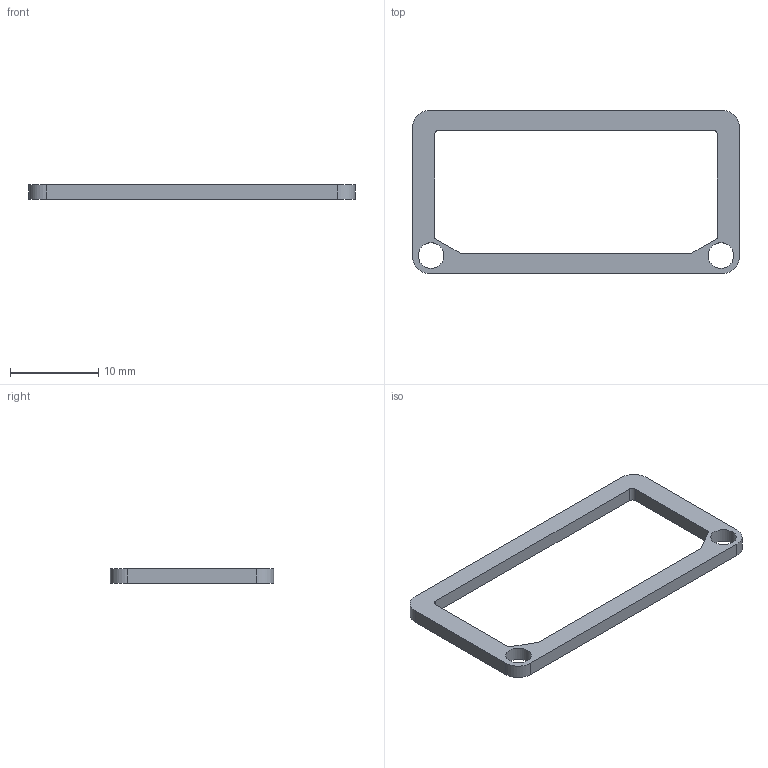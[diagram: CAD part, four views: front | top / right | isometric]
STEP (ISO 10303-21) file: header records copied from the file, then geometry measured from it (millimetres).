
FILE_DESCRIPTION(('KiCad electronic assembly'),'2;1');
FILE_NAME('2u measurements.step','2024-11-05T13:13:01',('Pcbnew'),( 'Kicad'),'Open CASCADE STEP processor 7.8','KiCad to STEP converter' ,'Unknown');
FILE_SCHEMA(('AUTOMOTIVE_DESIGN { 1 0 10303 214 1 1 1 1 }'));
Length unit declared in the file: millimetre
Products named in the file (2): 2u measurements 1; _autosave-2u measurements_PCB
Assembly tree (1 placements, depth 2):
  2u measurements 1
    _autosave-2u measurements_PCB
Bounding box: 37 x 18.5 x 1.59 mm (x, y, z)
Volume: 360.5 mm3; surface area: 794.9 mm2
Topology: 1 solids, 1 shells, 20 faces, 54 edges, 36 vertices
Faces by surface type: plane 12, cylinder 8
Full cylindrical faces by diameter (mm): 2.9 x2
Entity records: 683 total; most frequent: DIRECTION 114, CARTESIAN_POINT 112, ORIENTED_EDGE 108, EDGE_CURVE 54, AXIS2_PLACEMENT_3D 38, LINE 38, VECTOR 38, VERTEX_POINT 36
